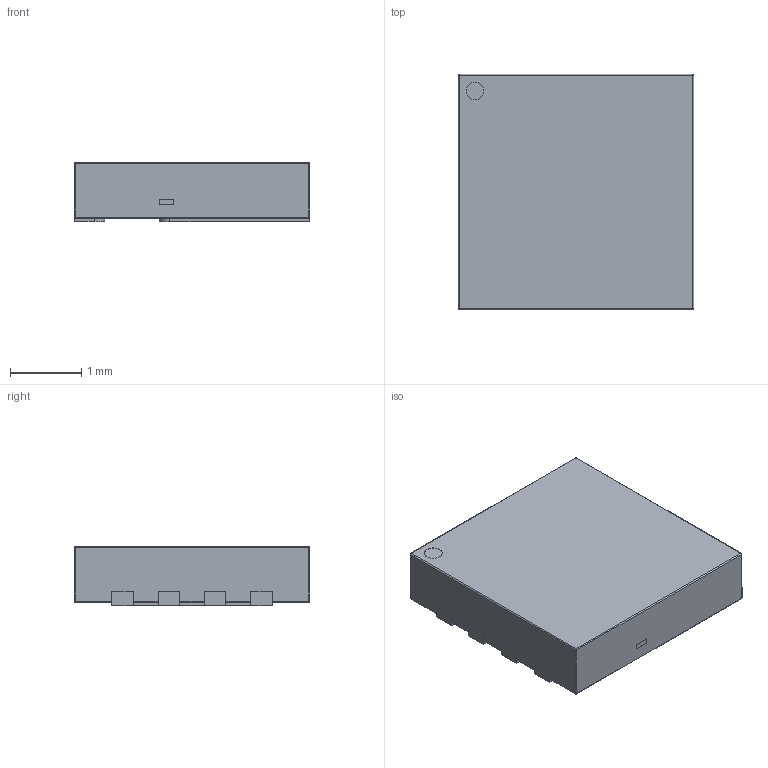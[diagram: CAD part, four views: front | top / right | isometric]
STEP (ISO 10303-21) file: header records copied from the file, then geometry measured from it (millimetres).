
FILE_DESCRIPTION (( 'STEP AP214' ), '1' );
FILE_NAME ('SISS65DN-T1-GE3.STEP', '2024-11-21T06:27:40', ( '' ), ( '' ), 'SwSTEP 2.0', 'SolidWorks 2023', '' );
FILE_SCHEMA (( 'AUTOMOTIVE_DESIGN' ));
Length unit declared in the file: inch
Products named in the file (4): terminals; dot; body; SISS65DN-T1-GE3
Assembly tree (3 placements, depth 2):
  SISS65DN-T1-GE3
    body
    terminals
    dot
Bounding box: 3.3 x 3.31 x 0.83 mm (x, y, z)
Volume: 8.7 mm3; surface area: 46.6 mm2
Topology: 9 solids, 9 shells, 156 faces, 414 edges, 260 vertices
Faces by surface type: plane 86, cylinder 54, bspline 16
Entity records: 7139 total; most frequent: CARTESIAN_POINT 1060, DIRECTION 830, ORIENTED_EDGE 796, EDGE_CURVE 398, AXIS2_PLACEMENT_3D 286, VERTEX_POINT 260, VECTOR 258, LINE 258
